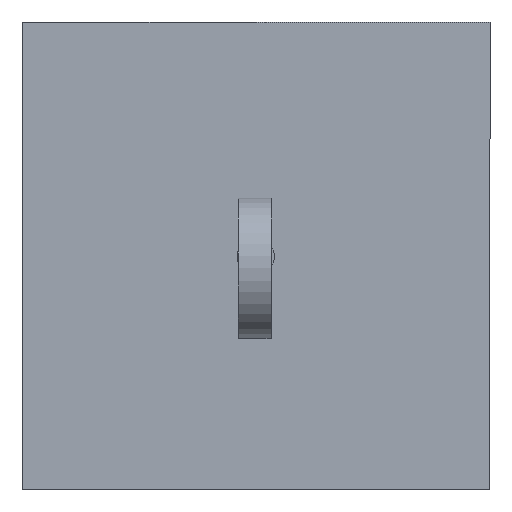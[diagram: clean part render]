
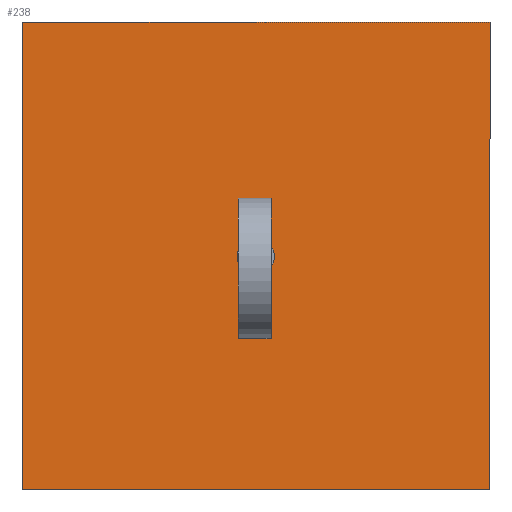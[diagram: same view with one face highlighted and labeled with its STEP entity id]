
A CAD part, front view. The second image highlights one B-rep face of the part: STEP entity #238.
In plain terms, the highlighted planar face has unit normal (0, -1, 0).
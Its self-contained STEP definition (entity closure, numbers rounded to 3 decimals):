
#82 = VECTOR ( 'NONE', #693, 1000. ) ;
#92 = PLANE ( 'NONE',  #995 ) ;
#113 = CARTESIAN_POINT ( 'NONE',  ( 28.78, 0., -36.829 ) ) ;
#127 = EDGE_CURVE ( 'NONE', #1228, #563, #1811, .T. ) ;
#207 = CARTESIAN_POINT ( 'NONE',  ( -71.22, 0., 63.171 ) ) ;
#237 = CARTESIAN_POINT ( 'NONE',  ( 0., 0., 0. ) ) ;
#238 = ADVANCED_FACE ( 'NONE', ( #1396 ), #92, .F. ) ;
#281 = ORIENTED_EDGE ( 'NONE', *, *, #418, .F. ) ;
#286 = LINE ( 'NONE', #113, #82 ) ;
#295 = EDGE_CURVE ( 'NONE', #1130, #1590, #589, .T. ) ;
#355 = CARTESIAN_POINT ( 'NONE',  ( -71.22, 0., 63.171 ) ) ;
#418 = EDGE_CURVE ( 'NONE', #563, #1130, #286, .T. ) ;
#422 = CARTESIAN_POINT ( 'NONE',  ( -71.22, 0., -36.829 ) ) ;
#438 = DIRECTION ( 'NONE',  ( 0., 0., 1. ) ) ;
#506 = DIRECTION ( 'NONE',  ( 0., 0., 1. ) ) ;
#563 = VERTEX_POINT ( 'NONE', #1434 ) ;
#589 = LINE ( 'NONE', #422, #1237 ) ;
#649 = CARTESIAN_POINT ( 'NONE',  ( 28.78, 0., -36.829 ) ) ;
#674 = DIRECTION ( 'NONE',  ( 0., 1., 0. ) ) ;
#693 = DIRECTION ( 'NONE',  ( 0., 0., -1. ) ) ;
#767 = ORIENTED_EDGE ( 'NONE', *, *, #1829, .F. ) ;
#795 = DIRECTION ( 'NONE',  ( 1., 0., 0. ) ) ;
#995 = AXIS2_PLACEMENT_3D ( 'NONE', #237, #674, #506 ) ;
#1130 = VERTEX_POINT ( 'NONE', #649 ) ;
#1169 = VECTOR ( 'NONE', #795, 1000. ) ;
#1180 = ORIENTED_EDGE ( 'NONE', *, *, #127, .F. ) ;
#1228 = VERTEX_POINT ( 'NONE', #355 ) ;
#1237 = VECTOR ( 'NONE', #1598, 1000. ) ;
#1303 = LINE ( 'NONE', #1613, #1406 ) ;
#1388 = EDGE_LOOP ( 'NONE', ( #767, #1765, #281, #1180 ) ) ;
#1396 = FACE_OUTER_BOUND ( 'NONE', #1388, .T. ) ;
#1406 = VECTOR ( 'NONE', #438, 1000. ) ;
#1434 = CARTESIAN_POINT ( 'NONE',  ( 28.78, 0., 63.171 ) ) ;
#1473 = CARTESIAN_POINT ( 'NONE',  ( -71.22, 0., -36.829 ) ) ;
#1590 = VERTEX_POINT ( 'NONE', #1473 ) ;
#1598 = DIRECTION ( 'NONE',  ( -1., 0., 0. ) ) ;
#1613 = CARTESIAN_POINT ( 'NONE',  ( -71.22, 0., -36.829 ) ) ;
#1765 = ORIENTED_EDGE ( 'NONE', *, *, #295, .F. ) ;
#1811 = LINE ( 'NONE', #207, #1169 ) ;
#1829 = EDGE_CURVE ( 'NONE', #1590, #1228, #1303, .T. ) ;
